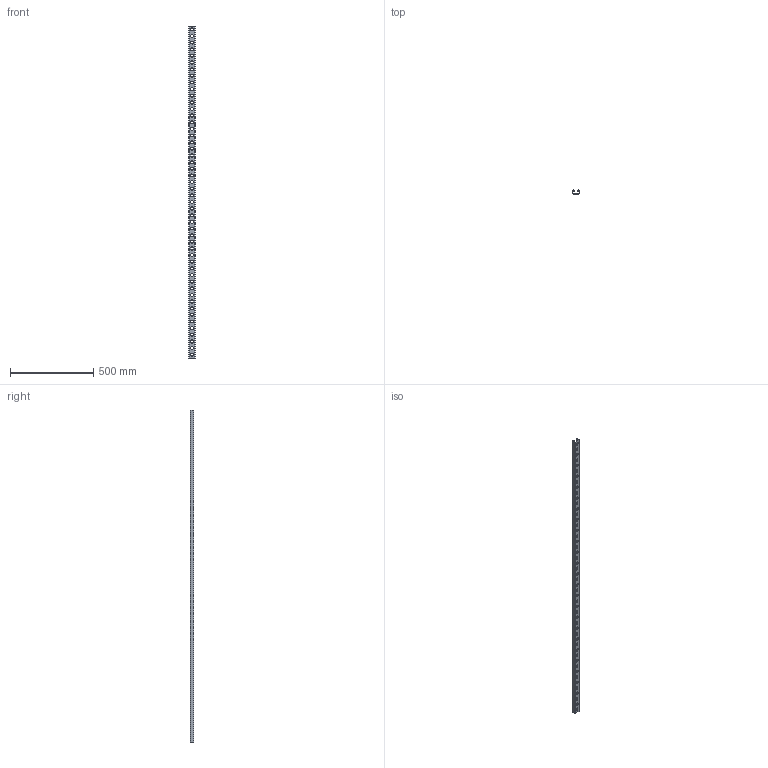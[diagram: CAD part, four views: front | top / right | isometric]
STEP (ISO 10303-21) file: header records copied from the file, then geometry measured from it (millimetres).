
FILE_DESCRIPTION((''),'2;1');
FILE_NAME('150930.stp','2013-01-21T11:00:12',('DMK009'),(''),'Autodesk Inventor 2012','Autodesk Inventor 2012','');
FILE_SCHEMA(('AUTOMOTIVE_DESIGN { 1 0 10303 214 1 1 1 1 }'));
Length unit declared in the file: millimetre
Products named in the file (1): 150930
Bounding box: 41 x 21 x 2000 mm (x, y, z)
Volume: 369312.2 mm3; surface area: 383116.4 mm2
Topology: 1 solids, 1 shells, 179 faces, 483 edges, 306 vertices
Faces by surface type: plane 92, cylinder 87
Full cylindrical faces by diameter (mm): 17 x25
Entity records: 5894 total; most frequent: DIRECTION 992, CARTESIAN_POINT 944, ORIENTED_EDGE 916, EDGE_CURVE 458, AXIS2_PLACEMENT_3D 354, VERTEX_POINT 306, EDGE_LOOP 304, VECTOR 284
